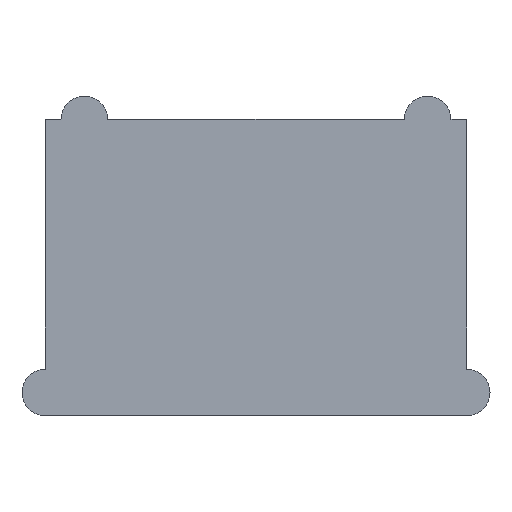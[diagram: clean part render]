
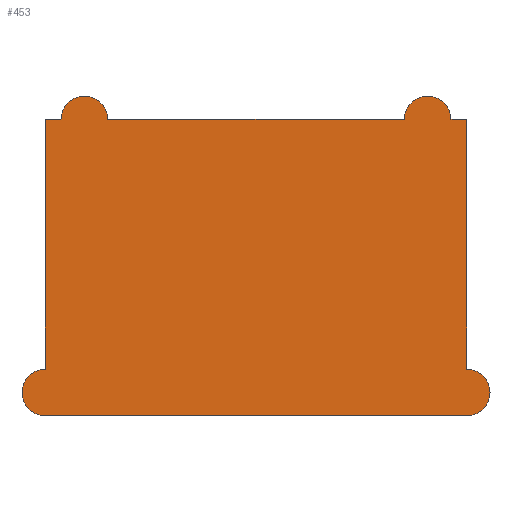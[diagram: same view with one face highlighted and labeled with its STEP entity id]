
A CAD part, front view. The second image highlights one B-rep face of the part: STEP entity #453.
In plain terms, the highlighted planar face has unit normal (0, -1, 0).
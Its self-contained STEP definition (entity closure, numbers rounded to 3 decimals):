
#137=CARTESIAN_POINT('POINT9',(12.5,0.,9.5));
#138=VERTEX_POINT('VERTEX9',#137);
#139=CARTESIAN_POINT('POINT10',(13.5,0.,9.5));
#140=VERTEX_POINT('VERTEX10',#139);
#141=CARTESIAN_POINT('POS18',(12.5,0.,9.5));
#142=DIRECTION('DIR23',(1.,0.,0.));
#143=VECTOR('VEC13',#142,1.);
#144=LINE('STRAIGHT13',#141,#143);
#145=EDGE_CURVE('EDGE13',#138,#140,#144,.T.);
#186=CARTESIAN_POINT('POINT14',(9.5,0.,9.5));
#187=VERTEX_POINT('VERTEX14',#186);
#194=CARTESIAN_POINT('POS25',(11.,0.,9.5));
#195=DIRECTION('DIR32',(0.,-1.,0.));
#196=DIRECTION('DIR33',(1.,0.,0.));
#197=AXIS2_PLACEMENT_3D('AXIS8',#194,#195,#196);
#198=CIRCLE('ELLIPSE2',#197,1.5);
#199=EDGE_CURVE('EDGE19',#138,#187,#198,.T.);
#218=CARTESIAN_POINT('POINT16',(-9.5,0.,9.5));
#219=VERTEX_POINT('VERTEX16',#218);
#226=CARTESIAN_POINT('POS29',(-9.5,0.,9.5));
#227=DIRECTION('DIR38',(1.,0.,0.));
#228=VECTOR('VEC20',#227,1.);
#229=LINE('STRAIGHT20',#226,#228);
#230=EDGE_CURVE('EDGE22',#219,#187,#229,.T.);
#241=CARTESIAN_POINT('POINT17',(-12.5,0.,9.5));
#242=VERTEX_POINT('VERTEX17',#241);
#243=CARTESIAN_POINT('POS31',(-11.,0.,9.5));
#244=DIRECTION('DIR41',(0.,1.,0.));
#245=DIRECTION('DIR42',(-1.,0.,0.));
#246=AXIS2_PLACEMENT_3D('AXIS11',#243,#244,#245);
#247=CIRCLE('ELLIPSE3',#246,1.5);
#248=EDGE_CURVE('EDGE23',#242,#219,#247,.T.);
#282=CARTESIAN_POINT('POINT20',(-13.5,0.,9.5));
#283=VERTEX_POINT('VERTEX20',#282);
#290=CARTESIAN_POINT('POS37',(-13.5,0.,9.5));
#291=DIRECTION('DIR50',(1.,0.,0.));
#292=VECTOR('VEC24',#291,1.);
#293=LINE('STRAIGHT24',#290,#292);
#294=EDGE_CURVE('EDGE28',#283,#242,#293,.T.);
#305=CARTESIAN_POINT('POINT21',(15.,0.,-8.));
#306=VERTEX_POINT('VERTEX21',#305);
#315=CARTESIAN_POINT('POINT23',(13.5,0.,-9.5));
#316=VERTEX_POINT('VERTEX23',#315);
#317=CARTESIAN_POINT('POS40',(13.5,0.,-8.));
#318=DIRECTION('DIR54',(0.,-1.,0.));
#319=DIRECTION('DIR55',(0.,0.,-1.));
#320=AXIS2_PLACEMENT_3D('AXIS15',#317,#318,#319);
#321=CIRCLE('ELLIPSE5',#320,1.5);
#322=EDGE_CURVE('EDGE30',#316,#306,#321,.T.);
#352=CARTESIAN_POINT('POINT26',(13.5,0.,-6.5));
#353=VERTEX_POINT('VERTEX26',#352);
#360=EDGE_CURVE('EDGE35',#306,#353,#321,.T.);
#372=CARTESIAN_POINT('POS46',(13.5,0.,9.5));
#373=DIRECTION('DIR63',(0.,0.,-1.));
#374=VECTOR('VEC29',#373,1.);
#375=LINE('STRAIGHT29',#372,#374);
#376=EDGE_CURVE('EDGE37',#140,#353,#375,.T.);
#387=CARTESIAN_POINT('POINT27',(-13.5,0.,-6.5));
#388=VERTEX_POINT('VERTEX27',#387);
#389=CARTESIAN_POINT('POS48',(-13.5,0.,-6.5));
#390=DIRECTION('DIR66',(0.,0.,1.));
#391=VECTOR('VEC30',#390,1.);
#392=LINE('STRAIGHT30',#389,#391);
#393=EDGE_CURVE('EDGE38',#388,#283,#392,.T.);
#418=ORIENTED_EDGE('COEDGE57',*,*,#248,.F.);
#419=ORIENTED_EDGE('COEDGE58',*,*,#294,.F.);
#420=ORIENTED_EDGE('COEDGE59',*,*,#393,.F.);
#421=CARTESIAN_POINT('POINT29',(-15.,0.,-8.));
#422=VERTEX_POINT('VERTEX29',#421);
#423=CARTESIAN_POINT('POS52',(-13.5,0.,-8.));
#424=DIRECTION('DIR71',(0.,1.,0.));
#425=DIRECTION('DIR72',(0.,0.,-1.));
#426=AXIS2_PLACEMENT_3D('AXIS20',#423,#424,#425);
#427=CIRCLE('ELLIPSE7',#426,1.5);
#428=EDGE_CURVE('EDGE41',#422,#388,#427,.T.);
#429=ORIENTED_EDGE('COEDGE60',*,*,#428,.F.);
#430=CARTESIAN_POINT('POINT30',(-13.5,0.,-9.5));
#431=VERTEX_POINT('VERTEX30',#430);
#432=EDGE_CURVE('EDGE42',#431,#422,#427,.T.);
#433=ORIENTED_EDGE('COEDGE61',*,*,#432,.F.);
#434=CARTESIAN_POINT('POS53',(13.5,0.,-9.5));
#435=DIRECTION('DIR73',(-1.,0.,0.));
#436=VECTOR('VEC33',#435,1.);
#437=LINE('STRAIGHT33',#434,#436);
#438=EDGE_CURVE('EDGE43',#316,#431,#437,.T.);
#439=ORIENTED_EDGE('COEDGE62',*,*,#438,.F.);
#440=ORIENTED_EDGE('COEDGE63',*,*,#322,.T.);
#441=ORIENTED_EDGE('COEDGE64',*,*,#360,.T.);
#442=ORIENTED_EDGE('COEDGE65',*,*,#376,.F.);
#443=ORIENTED_EDGE('COEDGE66',*,*,#145,.F.);
#444=ORIENTED_EDGE('COEDGE67',*,*,#199,.T.);
#445=ORIENTED_EDGE('COEDGE68',*,*,#230,.F.);
#446=EDGE_LOOP('NONE',(#418,#419,#420,#429,#433,#439,#440,#441,#442,#443
   ,#444,#445));
#447=FACE_BOUND('LOOP1',#446,.T.);
#448=CARTESIAN_POINT('POS54',(0.,0.,0.));
#449=DIRECTION('DIR74',(0.,1.,0.));
#450=DIRECTION('DIR75',(1.,0.,0.));
#451=AXIS2_PLACEMENT_3D('AXIS21',#448,#449,#450);
#452=PLANE('PLANE11',#451);
#453=ADVANCED_FACE('FACE15',(#447),#452,.F.);
